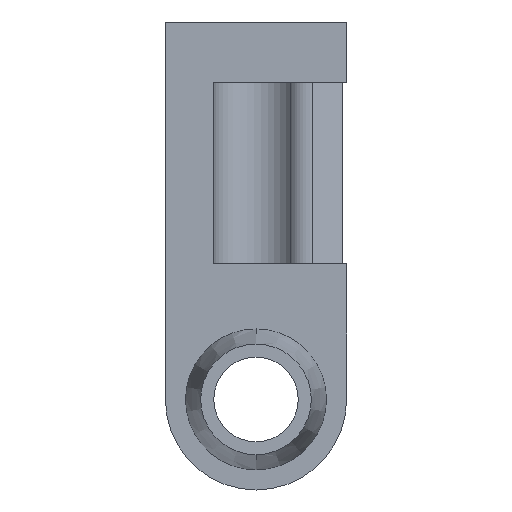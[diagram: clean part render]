
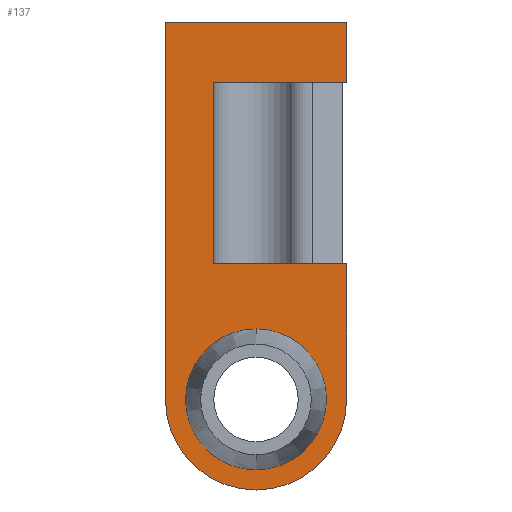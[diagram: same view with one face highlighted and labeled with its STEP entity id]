
A CAD part, front view. The second image highlights one B-rep face of the part: STEP entity #137.
In plain terms, the highlighted planar face has unit normal (0, -1, 0).
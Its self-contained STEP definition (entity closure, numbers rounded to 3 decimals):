
#4 = EDGE_CURVE ( 'NONE', #79, #94, #285, .T. ) ;
#5 = ORIENTED_EDGE ( 'NONE', *, *, #11, .T. ) ;
#6 = ORIENTED_EDGE ( 'NONE', *, *, #7, .T. ) ;
#7 = EDGE_CURVE ( 'NONE', #9, #145, #387, .T. ) ;
#9 = VERTEX_POINT ( 'NONE', #378 ) ;
#11 = EDGE_CURVE ( 'NONE', #145, #9, #377, .T. ) ;
#76 = VERTEX_POINT ( 'NONE', #558 ) ;
#78 = EDGE_CURVE ( 'NONE', #76, #79, #684, .T. ) ;
#79 = VERTEX_POINT ( 'NONE', #680 ) ;
#82 = EDGE_CURVE ( 'NONE', #142, #144, #678, .T. ) ;
#83 = ORIENTED_EDGE ( 'NONE', *, *, #84, .F. ) ;
#84 = EDGE_CURVE ( 'NONE', #85, #144, #674, .T. ) ;
#85 = VERTEX_POINT ( 'NONE', #670 ) ;
#86 = ORIENTED_EDGE ( 'NONE', *, *, #87, .F. ) ;
#87 = EDGE_CURVE ( 'NONE', #88, #85, #669, .T. ) ;
#88 = VERTEX_POINT ( 'NONE', #665 ) ;
#89 = ORIENTED_EDGE ( 'NONE', *, *, #90, .F. ) ;
#90 = EDGE_CURVE ( 'NONE', #91, #88, #664, .T. ) ;
#91 = VERTEX_POINT ( 'NONE', #660 ) ;
#92 = ORIENTED_EDGE ( 'NONE', *, *, #93, .T. ) ;
#93 = EDGE_CURVE ( 'NONE', #91, #94, #659, .T. ) ;
#94 = VERTEX_POINT ( 'NONE', #655 ) ;
#95 = ORIENTED_EDGE ( 'NONE', *, *, #4, .F. ) ;
#96 = EDGE_LOOP ( 'NONE', ( #5, #6 ) ) ;
#137 = ADVANCED_FACE ( 'NONE', ( #458, #457 ), #456, .T. ) ;
#138 = EDGE_LOOP ( 'NONE', ( #139, #140, #143, #83, #86, #89, #92, #95 ) ) ;
#139 = ORIENTED_EDGE ( 'NONE', *, *, #78, .F. ) ;
#140 = ORIENTED_EDGE ( 'NONE', *, *, #141, .F. ) ;
#141 = EDGE_CURVE ( 'NONE', #142, #76, #451, .T. ) ;
#142 = VERTEX_POINT ( 'NONE', #446 ) ;
#143 = ORIENTED_EDGE ( 'NONE', *, *, #82, .T. ) ;
#144 = VERTEX_POINT ( 'NONE', #557 ) ;
#145 = VERTEX_POINT ( 'NONE', #556 ) ;
#282 = DIRECTION ( 'NONE',  ( 1., 0., 0. ) ) ;
#283 = VECTOR ( 'NONE', #282, 1000. ) ;
#284 = CARTESIAN_POINT ( 'NONE',  ( -4.5, -3.5, 18.75 ) ) ;
#285 = LINE ( 'NONE', #284, #283 ) ;
#373 = DIRECTION ( 'NONE',  ( 0., 0., 1. ) ) ;
#374 = DIRECTION ( 'NONE',  ( 0., 1., 0. ) ) ;
#375 = CARTESIAN_POINT ( 'NONE',  ( 0., -3.5, 0. ) ) ;
#376 = AXIS2_PLACEMENT_3D ( 'NONE', #375, #374, #373 ) ;
#377 = CIRCLE ( 'NONE', #376, 3. ) ;
#378 = CARTESIAN_POINT ( 'NONE',  ( 0., -3.5, -3. ) ) ;
#383 = DIRECTION ( 'NONE',  ( 0., 0., 1. ) ) ;
#384 = DIRECTION ( 'NONE',  ( 0., 1., 0. ) ) ;
#385 = CARTESIAN_POINT ( 'NONE',  ( 0., -3.5, 0. ) ) ;
#386 = AXIS2_PLACEMENT_3D ( 'NONE', #385, #384, #383 ) ;
#387 = CIRCLE ( 'NONE', #386, 3. ) ;
#446 = CARTESIAN_POINT ( 'NONE',  ( 4.5, -3.5, 0. ) ) ;
#447 = DIRECTION ( 'NONE',  ( 0., 0., -1. ) ) ;
#448 = DIRECTION ( 'NONE',  ( 0., 1., 0. ) ) ;
#449 = CARTESIAN_POINT ( 'NONE',  ( 0., -3.5, 0. ) ) ;
#450 = AXIS2_PLACEMENT_3D ( 'NONE', #449, #448, #447 ) ;
#451 = CIRCLE ( 'NONE', #450, 4.5 ) ;
#452 = DIRECTION ( 'NONE',  ( 0., 0., -1. ) ) ;
#453 = DIRECTION ( 'NONE',  ( 0., -1., 0. ) ) ;
#454 = CARTESIAN_POINT ( 'NONE',  ( -4.5, -3.5, -4.5 ) ) ;
#455 = AXIS2_PLACEMENT_3D ( 'NONE', #454, #453, #452 ) ;
#456 = PLANE ( 'NONE',  #455 ) ;
#457 = FACE_BOUND ( 'NONE', #96, .T. ) ;
#458 = FACE_OUTER_BOUND ( 'NONE', #138, .T. ) ;
#556 = CARTESIAN_POINT ( 'NONE',  ( 0., -3.5, 3. ) ) ;
#557 = CARTESIAN_POINT ( 'NONE',  ( 4.5, -3.5, 6.75 ) ) ;
#558 = CARTESIAN_POINT ( 'NONE',  ( -4.5, -3.5, 0. ) ) ;
#655 = CARTESIAN_POINT ( 'NONE',  ( 4.5, -3.5, 18.75 ) ) ;
#656 = DIRECTION ( 'NONE',  ( 0., 0., 1. ) ) ;
#657 = VECTOR ( 'NONE', #656, 1000. ) ;
#658 = CARTESIAN_POINT ( 'NONE',  ( 4.5, -3.5, -4.5 ) ) ;
#659 = LINE ( 'NONE', #658, #657 ) ;
#660 = CARTESIAN_POINT ( 'NONE',  ( 4.5, -3.5, 15.75 ) ) ;
#661 = DIRECTION ( 'NONE',  ( -1., 0., 0. ) ) ;
#662 = VECTOR ( 'NONE', #661, 1000. ) ;
#663 = CARTESIAN_POINT ( 'NONE',  ( 4.5, -3.5, 15.75 ) ) ;
#664 = LINE ( 'NONE', #663, #662 ) ;
#665 = CARTESIAN_POINT ( 'NONE',  ( -2.1, -3.5, 15.75 ) ) ;
#666 = DIRECTION ( 'NONE',  ( 0., 0., -1. ) ) ;
#667 = VECTOR ( 'NONE', #666, 1000. ) ;
#668 = CARTESIAN_POINT ( 'NONE',  ( -2.1, -3.5, 15.75 ) ) ;
#669 = LINE ( 'NONE', #668, #667 ) ;
#670 = CARTESIAN_POINT ( 'NONE',  ( -2.1, -3.5, 6.75 ) ) ;
#671 = DIRECTION ( 'NONE',  ( 1., 0., 0. ) ) ;
#672 = VECTOR ( 'NONE', #671, 1000. ) ;
#673 = CARTESIAN_POINT ( 'NONE',  ( -2.1, -3.5, 6.75 ) ) ;
#674 = LINE ( 'NONE', #673, #672 ) ;
#675 = DIRECTION ( 'NONE',  ( 0., 0., 1. ) ) ;
#676 = VECTOR ( 'NONE', #675, 1000. ) ;
#677 = CARTESIAN_POINT ( 'NONE',  ( 4.5, -3.5, -4.5 ) ) ;
#678 = LINE ( 'NONE', #677, #676 ) ;
#680 = CARTESIAN_POINT ( 'NONE',  ( -4.5, -3.5, 18.75 ) ) ;
#681 = DIRECTION ( 'NONE',  ( 0., 0., 1. ) ) ;
#682 = VECTOR ( 'NONE', #681, 1000. ) ;
#683 = CARTESIAN_POINT ( 'NONE',  ( -4.5, -3.5, -4.5 ) ) ;
#684 = LINE ( 'NONE', #683, #682 ) ;
